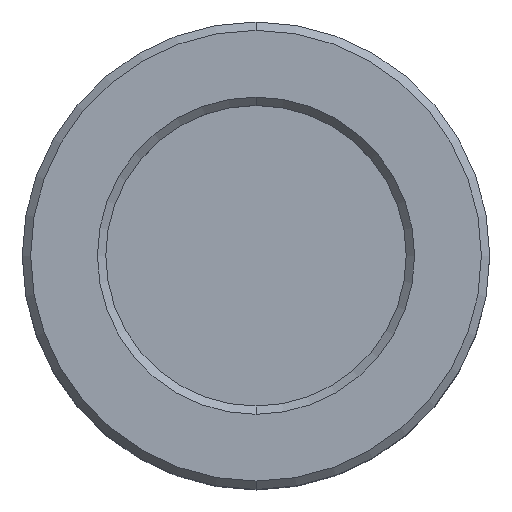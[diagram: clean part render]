
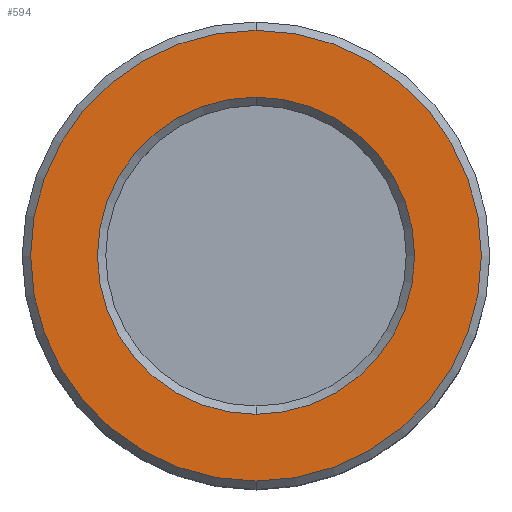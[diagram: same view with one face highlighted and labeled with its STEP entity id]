
A CAD part, top view. The second image highlights one B-rep face of the part: STEP entity #594.
In plain terms, the highlighted planar face has unit normal (0, 0, 1).
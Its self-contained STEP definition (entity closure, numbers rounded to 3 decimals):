
#22 = VERTEX_POINT ( 'NONE', #563 ) ;
#36 = CARTESIAN_POINT ( 'NONE',  ( 0., 13.5, 0. ) ) ;
#43 = EDGE_CURVE ( 'NONE', #228, #22, #305, .T. ) ;
#48 = DIRECTION ( 'NONE',  ( 0., -1., 0. ) ) ;
#50 = EDGE_CURVE ( 'NONE', #335, #253, #215, .T. ) ;
#67 = EDGE_LOOP ( 'NONE', ( #206, #160 ) ) ;
#96 = DIRECTION ( 'NONE',  ( 0., 0., -1. ) ) ;
#98 = EDGE_LOOP ( 'NONE', ( #231, #145 ) ) ;
#102 = CARTESIAN_POINT ( 'NONE',  ( 0., 9., 0. ) ) ;
#104 = DIRECTION ( 'NONE',  ( 0., 0., -1. ) ) ;
#120 = CARTESIAN_POINT ( 'NONE',  ( 0., -9.5, 0. ) ) ;
#145 = ORIENTED_EDGE ( 'NONE', *, *, #576, .T. ) ;
#154 = CIRCLE ( 'NONE', #217, 13.5 ) ;
#160 = ORIENTED_EDGE ( 'NONE', *, *, #50, .T. ) ;
#170 = AXIS2_PLACEMENT_3D ( 'NONE', #419, #96, #48 ) ;
#190 = AXIS2_PLACEMENT_3D ( 'NONE', #517, #104, #566 ) ;
#206 = ORIENTED_EDGE ( 'NONE', *, *, #393, .T. ) ;
#215 = CIRCLE ( 'NONE', #170, 9.5 ) ;
#217 = AXIS2_PLACEMENT_3D ( 'NONE', #440, #570, #301 ) ;
#225 = CARTESIAN_POINT ( 'NONE',  ( 0., 9.5, 0. ) ) ;
#228 = VERTEX_POINT ( 'NONE', #36 ) ;
#231 = ORIENTED_EDGE ( 'NONE', *, *, #43, .T. ) ;
#241 = CARTESIAN_POINT ( 'NONE',  ( 0., 0., 0. ) ) ;
#253 = VERTEX_POINT ( 'NONE', #120 ) ;
#259 = PLANE ( 'NONE',  #499 ) ;
#290 = DIRECTION ( 'NONE',  ( 0., 0., 1. ) ) ;
#301 = DIRECTION ( 'NONE',  ( 0., -1., 0. ) ) ;
#305 = CIRCLE ( 'NONE', #461, 13.5 ) ;
#335 = VERTEX_POINT ( 'NONE', #225 ) ;
#345 = DIRECTION ( 'NONE',  ( 0., 0., 1. ) ) ;
#365 = FACE_OUTER_BOUND ( 'NONE', #98, .T. ) ;
#393 = EDGE_CURVE ( 'NONE', #253, #335, #529, .T. ) ;
#419 = CARTESIAN_POINT ( 'NONE',  ( 0., 0., 0. ) ) ;
#437 = DIRECTION ( 'NONE',  ( 0., -1., 0. ) ) ;
#440 = CARTESIAN_POINT ( 'NONE',  ( 0., 0., 0. ) ) ;
#461 = AXIS2_PLACEMENT_3D ( 'NONE', #241, #290, #467 ) ;
#467 = DIRECTION ( 'NONE',  ( 0., -1., 0. ) ) ;
#480 = FACE_BOUND ( 'NONE', #67, .T. ) ;
#499 = AXIS2_PLACEMENT_3D ( 'NONE', #102, #345, #437 ) ;
#517 = CARTESIAN_POINT ( 'NONE',  ( 0., 0., 0. ) ) ;
#529 = CIRCLE ( 'NONE', #190, 9.5 ) ;
#563 = CARTESIAN_POINT ( 'NONE',  ( 0., -13.5, 0. ) ) ;
#566 = DIRECTION ( 'NONE',  ( 0., -1., 0. ) ) ;
#570 = DIRECTION ( 'NONE',  ( 0., 0., 1. ) ) ;
#576 = EDGE_CURVE ( 'NONE', #22, #228, #154, .T. ) ;
#594 = ADVANCED_FACE ( 'NONE', ( #480, #365 ), #259, .T. ) ;
